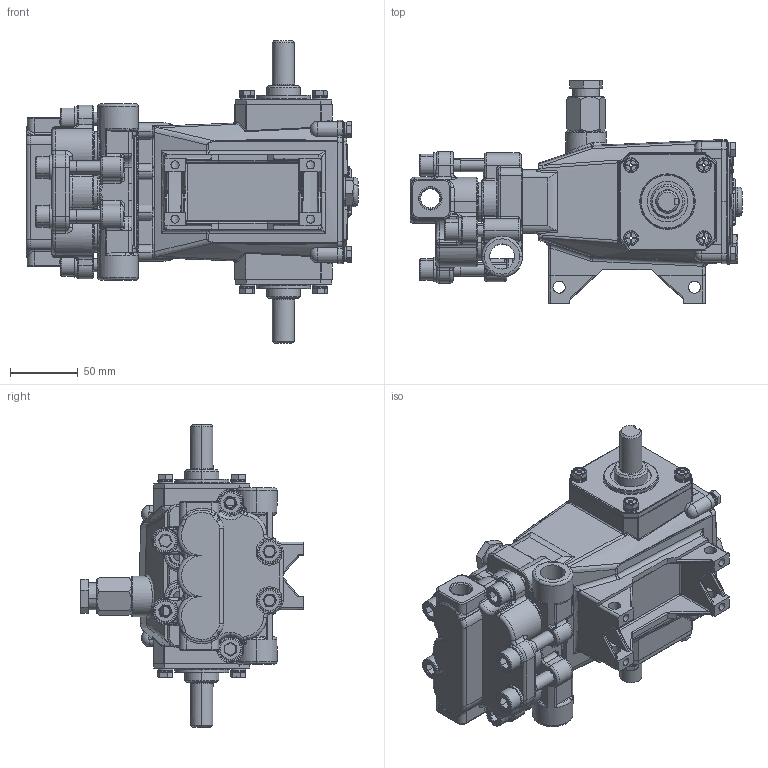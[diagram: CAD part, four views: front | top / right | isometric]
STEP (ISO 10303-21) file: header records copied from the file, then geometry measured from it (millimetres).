
FILE_DESCRIPTION (( 'STEP AP214' ), '1' );
FILE_NAME ('3CP1241.44101 2.STEP', '2014-05-14T14:52:36', ( 'it' ), ( '' ), 'SwSTEP 2.0', 'SolidWorks 2014', '' );
FILE_SCHEMA (( 'AUTOMOTIVE_DESIGN' ));
Length unit declared in the file: inch
Products named in the file (1): 3CP1241.44101 2
Bounding box: 245 x 164.5 x 223 mm (x, y, z)
Surface area: 240901.6 mm2 (no closed solid volume)
Topology: 0 solids, 67 shells, 2100 faces, 6802 edges, 4660 vertices
Faces by surface type: cylinder 698, plane 641, torus 362, bspline 265, cone 115, sphere 19
Entity records: 119539 total; most frequent: CARTESIAN_POINT 36438, ORIENTED_EDGE 11221, DIRECTION 11134, EDGE_CURVE 6764, VERTEX_POINT 4656, AXIS2_PLACEMENT_3D 4275, LINE 2584, VECTOR 2584
